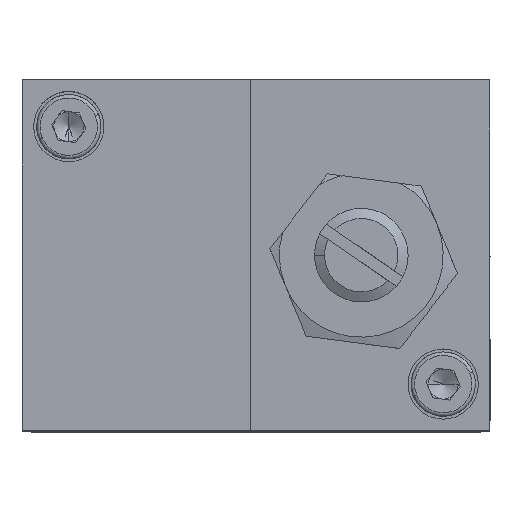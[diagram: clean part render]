
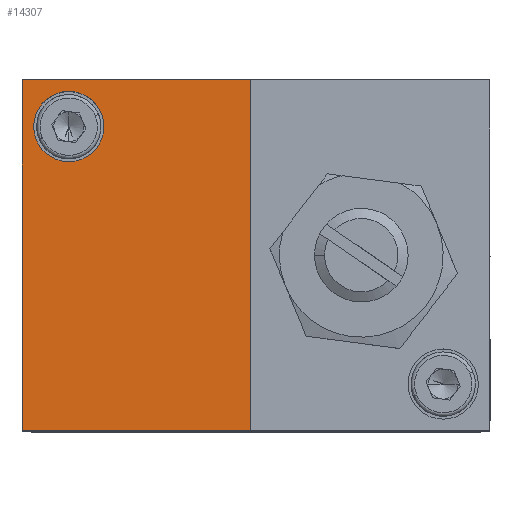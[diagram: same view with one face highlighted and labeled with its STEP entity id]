
A CAD part, top view. The second image highlights one B-rep face of the part: STEP entity #14307.
In plain terms, the highlighted planar face has unit normal (0, 0, 1).
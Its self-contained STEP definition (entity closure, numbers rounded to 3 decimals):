
#1287 = CARTESIAN_POINT ( 'NONE',  ( 0., 0., 60.5 ) ) ;
#2167 = EDGE_LOOP ( 'NONE', ( #13827, #15191 ) ) ;
#3497 = DIRECTION ( 'NONE',  ( 1., 0., 0. ) ) ;
#3860 = VECTOR ( 'NONE', #7716, 1000. ) ;
#4221 = EDGE_LOOP ( 'NONE', ( #11941, #12337, #12785, #13511 ) ) ;
#4942 = CARTESIAN_POINT ( 'NONE',  ( 0., 0., 60.5 ) ) ;
#5755 = FACE_BOUND ( 'NONE', #2167, .T. ) ;
#6439 = CARTESIAN_POINT ( 'NONE',  ( 19.5, 0., 60.5 ) ) ;
#7315 = DIRECTION ( 'NONE',  ( 1., 0., 0. ) ) ;
#7431 = CARTESIAN_POINT ( 'NONE',  ( 0., 30., 60.5 ) ) ;
#7716 = DIRECTION ( 'NONE',  ( 0., -1., 0. ) ) ;
#7862 = LINE ( 'NONE', #6439, #8576 ) ;
#8576 = VECTOR ( 'NONE', #28666, 1000. ) ;
#8950 = CARTESIAN_POINT ( 'NONE',  ( 4., 26., 60.5 ) ) ;
#10041 = CARTESIAN_POINT ( 'NONE',  ( 0., 0., 60.5 ) ) ;
#10702 = CIRCLE ( 'NONE', #14042, 3. ) ;
#11155 = CARTESIAN_POINT ( 'NONE',  ( 19.5, 30., 60.5 ) ) ;
#11282 = DIRECTION ( 'NONE',  ( 1., 0., 0. ) ) ;
#11941 = ORIENTED_EDGE ( 'NONE', *, *, #19282, .T. ) ;
#12022 = AXIS2_PLACEMENT_3D ( 'NONE', #4942, #20960, #7315 ) ;
#12337 = ORIENTED_EDGE ( 'NONE', *, *, #17226, .T. ) ;
#12732 = DIRECTION ( 'NONE',  ( 0., 0., -1. ) ) ;
#12785 = ORIENTED_EDGE ( 'NONE', *, *, #22178, .T. ) ;
#12804 = VECTOR ( 'NONE', #3497, 1000. ) ;
#12970 = VECTOR ( 'NONE', #25290, 1000. ) ;
#13346 = VERTEX_POINT ( 'NONE', #11155 ) ;
#13448 = CIRCLE ( 'NONE', #27308, 3. ) ;
#13511 = ORIENTED_EDGE ( 'NONE', *, *, #22675, .T. ) ;
#13557 = CARTESIAN_POINT ( 'NONE',  ( 0., 0., 60.5 ) ) ;
#13827 = ORIENTED_EDGE ( 'NONE', *, *, #19004, .T. ) ;
#14042 = AXIS2_PLACEMENT_3D ( 'NONE', #25917, #12732, #28066 ) ;
#14259 = LINE ( 'NONE', #1287, #12804 ) ;
#14307 = ADVANCED_FACE ( 'NONE', ( #18026, #5755 ), #20866, .T. ) ;
#15191 = ORIENTED_EDGE ( 'NONE', *, *, #15822, .T. ) ;
#15822 = EDGE_CURVE ( 'NONE', #28974, #22858, #10702, .T. ) ;
#16755 = CARTESIAN_POINT ( 'NONE',  ( 0., 30., 60.5 ) ) ;
#17226 = EDGE_CURVE ( 'NONE', #26604, #18111, #14259, .T. ) ;
#18026 = FACE_OUTER_BOUND ( 'NONE', #4221, .T. ) ;
#18111 = VERTEX_POINT ( 'NONE', #23953 ) ;
#18983 = LINE ( 'NONE', #7431, #12970 ) ;
#19004 = EDGE_CURVE ( 'NONE', #22858, #28974, #13448, .T. ) ;
#19282 = EDGE_CURVE ( 'NONE', #27098, #26604, #21402, .T. ) ;
#20866 = PLANE ( 'NONE',  #12022 ) ;
#20960 = DIRECTION ( 'NONE',  ( 0., 0., 1. ) ) ;
#21402 = LINE ( 'NONE', #10041, #3860 ) ;
#21534 = CARTESIAN_POINT ( 'NONE',  ( 7., 26., 60.5 ) ) ;
#22178 = EDGE_CURVE ( 'NONE', #18111, #13346, #7862, .T. ) ;
#22675 = EDGE_CURVE ( 'NONE', #13346, #27098, #18983, .T. ) ;
#22858 = VERTEX_POINT ( 'NONE', #21534 ) ;
#23953 = CARTESIAN_POINT ( 'NONE',  ( 19.5, 0., 60.5 ) ) ;
#24603 = DIRECTION ( 'NONE',  ( 0., 0., -1. ) ) ;
#25290 = DIRECTION ( 'NONE',  ( -1., 0., 0. ) ) ;
#25917 = CARTESIAN_POINT ( 'NONE',  ( 4., 26., 60.5 ) ) ;
#26604 = VERTEX_POINT ( 'NONE', #13557 ) ;
#27098 = VERTEX_POINT ( 'NONE', #16755 ) ;
#27308 = AXIS2_PLACEMENT_3D ( 'NONE', #8950, #24603, #11282 ) ;
#27871 = CARTESIAN_POINT ( 'NONE',  ( 1., 26., 60.5 ) ) ;
#28066 = DIRECTION ( 'NONE',  ( 1., 0., 0. ) ) ;
#28666 = DIRECTION ( 'NONE',  ( 0., 1., 0. ) ) ;
#28974 = VERTEX_POINT ( 'NONE', #27871 ) ;
